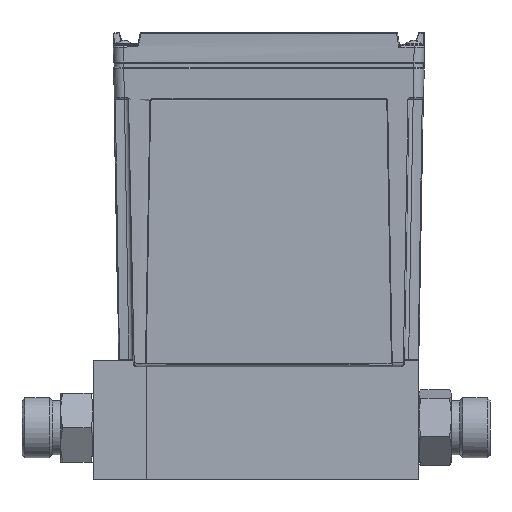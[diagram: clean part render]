
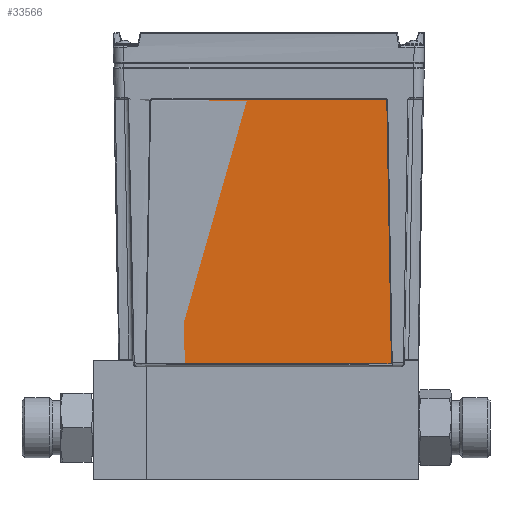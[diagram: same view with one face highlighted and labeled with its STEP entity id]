
A CAD part, top view. The second image highlights one B-rep face of the part: STEP entity #33566.
In plain terms, the highlighted planar face has unit normal (0, -0.018, 1).
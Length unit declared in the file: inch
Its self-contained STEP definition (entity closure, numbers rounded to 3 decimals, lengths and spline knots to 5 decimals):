
#8358 = FACE_OUTER_BOUND ( 'NONE', #13137, .T. ) ;
#9741 = CARTESIAN_POINT ( 'NONE',  ( 0.77015, 0.80953, 0.96303 ) ) ;
#9764 = CARTESIAN_POINT ( 'NONE',  ( -2.76314, 0.82988, 0.96339 ) ) ;
#9899 = CARTESIAN_POINT ( 'NONE',  ( 0.70385, 4.63895, 1.02987 ) ) ;
#9925 = CARTESIAN_POINT ( 'NONE',  ( -2.67685, 4.63895, 1.02987 ) ) ;
#9993 = CARTESIAN_POINT ( 'NONE',  ( -2.69684, 4.6193, 1.02953 ) ) ;
#10095 = CARTESIAN_POINT ( 'NONE',  ( 0.79014, 0.82988, 0.96339 ) ) ;
#10128 = CARTESIAN_POINT ( 'NONE',  ( 0.72384, 4.6193, 1.02953 ) ) ;
#10271 = CARTESIAN_POINT ( 'NONE',  ( -2.74315, 0.80953, 0.96303 ) ) ;
#13137 = EDGE_LOOP ( 'NONE', ( #31645, #30763, #30107, #29828, #29474, #29954, #31100, #29825 ) ) ;
#18083 = EDGE_CURVE ( 'NONE', #31210, #31197, #28723, .T. ) ;
#18085 = EDGE_CURVE ( 'NONE', #31208, #31210, #29394, .T. ) ;
#18087 = EDGE_CURVE ( 'NONE', #31193, #31208, #28724, .T. ) ;
#18089 = EDGE_CURVE ( 'NONE', #31191, #31193, #29813, .T. ) ;
#18090 = EDGE_CURVE ( 'NONE', #31201, #31191, #28725, .T. ) ;
#18092 = EDGE_CURVE ( 'NONE', #31373, #31201, #29338, .T. ) ;
#18094 = EDGE_CURVE ( 'NONE', #31240, #31373, #44147, .T. ) ;
#18096 = EDGE_CURVE ( 'NONE', #31197, #31240, #29374, .T. ) ;
#28723 = B_SPLINE_CURVE_WITH_KNOTS ( 'NONE', 3,
 ( #30741, #29799, #29646, #30584, #30414, #31492, #29623, #31001, #31336, #31166, #31415, #31552, #29380, #31513, #30809, #31367 ),
 .UNSPECIFIED., .F., .F.,
 ( 4, 2, 2, 2, 1, 1, 2, 2, 4 ),
 ( 0., 0.25, 0.375, 0.5, 0.625, 0.6875, 0.71875, 0.75, 1. ),
 .UNSPECIFIED. ) ;
#28724 = B_SPLINE_CURVE_WITH_KNOTS ( 'NONE', 3,
 ( #29520, #30622, #31000, #31365, #29312, #29613, #29665, #31270, #29913, #29909, #29890, #30549, #30508, #30469, #31274, #29759 ),
 .UNSPECIFIED., .F., .F.,
 ( 4, 2, 2, 2, 1, 1, 2, 2, 4 ),
 ( 0., 0.25, 0.375, 0.5, 0.625, 0.6875, 0.71875, 0.75, 1. ),
 .UNSPECIFIED. ) ;
#28725 = B_SPLINE_CURVE_WITH_KNOTS ( 'NONE', 3,
 ( #31610, #29306, #29307, #29308, #29317, #29318, #29320, #29321, #29322, #29323, #29324, #29325, #29329, #29330 ),
 .UNSPECIFIED., .F., .F.,
 ( 4, 2, 2, 2, 2, 2, 4 ),
 ( 0., 0.25, 0.375, 0.5, 0.625, 0.75, 1. ),
 .UNSPECIFIED. ) ;
#29015 = AXIS2_PLACEMENT_3D ( 'NONE', #40817, #40820, #40828 ) ;
#29306 = CARTESIAN_POINT ( 'NONE',  ( 0.77286, 0.80956, 0.96303 ) ) ;
#29307 = CARTESIAN_POINT ( 'NONE',  ( 0.77546, 0.81009, 0.96304 ) ) ;
#29308 = CARTESIAN_POINT ( 'NONE',  ( 0.77909, 0.81159, 0.96307 ) ) ;
#29312 = CARTESIAN_POINT ( 'NONE',  ( 0.72122, 4.62896, 1.0297 ) ) ;
#29317 = CARTESIAN_POINT ( 'NONE',  ( 0.78024, 0.81221, 0.96308 ) ) ;
#29318 = CARTESIAN_POINT ( 'NONE',  ( 0.78242, 0.81368, 0.9631 ) ) ;
#29320 = CARTESIAN_POINT ( 'NONE',  ( 0.78349, 0.81458, 0.96312 ) ) ;
#29321 = CARTESIAN_POINT ( 'NONE',  ( 0.78534, 0.81644, 0.96315 ) ) ;
#29322 = CARTESIAN_POINT ( 'NONE',  ( 0.78616, 0.81746, 0.96317 ) ) ;
#29323 = CARTESIAN_POINT ( 'NONE',  ( 0.78759, 0.81966, 0.96321 ) ) ;
#29324 = CARTESIAN_POINT ( 'NONE',  ( 0.78824, 0.82092, 0.96323 ) ) ;
#29325 = CARTESIAN_POINT ( 'NONE',  ( 0.78969, 0.82452, 0.96329 ) ) ;
#29329 = CARTESIAN_POINT ( 'NONE',  ( 0.79017, 0.82711, 0.96334 ) ) ;
#29330 = CARTESIAN_POINT ( 'NONE',  ( 0.79014, 0.82988, 0.96339 ) ) ;
#29338 = LINE ( 'NONE', #29341, #44139 ) ;
#29341 = CARTESIAN_POINT ( 'NONE',  ( -0.9865, 0.80953, 0.96303 ) ) ;
#29342 = DIRECTION ( 'NONE',  ( 1., 0., 0. ) ) ;
#29362 = CARTESIAN_POINT ( 'NONE',  ( -2.74315, 0.82953, 0.96338 ) ) ;
#29363 = DIRECTION ( 'NONE',  ( 0., -0.017, 1. ) ) ;
#29366 = DIRECTION ( 'NONE',  ( 0., 1., 0.017 ) ) ;
#29374 = LINE ( 'NONE', #29375, #44156 ) ;
#29375 = CARTESIAN_POINT ( 'NONE',  ( -2.69684, 4.6193, 1.02953 ) ) ;
#29376 = DIRECTION ( 'NONE',  ( -0.017, -1., -0.017 ) ) ;
#29380 = CARTESIAN_POINT ( 'NONE',  ( -2.69522, 4.62685, 1.02966 ) ) ;
#29394 = LINE ( 'NONE', #31099, #44124 ) ;
#29474 = ORIENTED_EDGE ( 'NONE', *, *, #18089, .T. ) ;
#29520 = CARTESIAN_POINT ( 'NONE',  ( 0.72384, 4.6193, 1.02953 ) ) ;
#29611 = DIRECTION ( 'NONE',  ( -0.017, 1., 0.017 ) ) ;
#29613 = CARTESIAN_POINT ( 'NONE',  ( 0.71974, 4.63117, 1.02974 ) ) ;
#29623 = CARTESIAN_POINT ( 'NONE',  ( -2.68991, 4.63415, 1.02979 ) ) ;
#29646 = CARTESIAN_POINT ( 'NONE',  ( -2.68191, 4.63845, 1.02987 ) ) ;
#29647 = CARTESIAN_POINT ( 'NONE',  ( 0.79014, 0.82988, 0.96339 ) ) ;
#29665 = CARTESIAN_POINT ( 'NONE',  ( 0.71881, 4.63228, 1.02976 ) ) ;
#29759 = CARTESIAN_POINT ( 'NONE',  ( 0.70385, 4.63895, 1.02987 ) ) ;
#29799 = CARTESIAN_POINT ( 'NONE',  ( -2.67944, 4.63893, 1.02987 ) ) ;
#29813 = LINE ( 'NONE', #29647, #44132 ) ;
#29825 = ORIENTED_EDGE ( 'NONE', *, *, #18083, .T. ) ;
#29828 = ORIENTED_EDGE ( 'NONE', *, *, #18090, .T. ) ;
#29890 = CARTESIAN_POINT ( 'NONE',  ( 0.71241, 4.63703, 1.02984 ) ) ;
#29909 = CARTESIAN_POINT ( 'NONE',  ( 0.71333, 4.63658, 1.02983 ) ) ;
#29913 = CARTESIAN_POINT ( 'NONE',  ( 0.71537, 4.6354, 1.02981 ) ) ;
#29954 = ORIENTED_EDGE ( 'NONE', *, *, #18087, .T. ) ;
#30107 = ORIENTED_EDGE ( 'NONE', *, *, #18092, .T. ) ;
#30414 = CARTESIAN_POINT ( 'NONE',  ( -2.68655, 4.63649, 1.02983 ) ) ;
#30469 = CARTESIAN_POINT ( 'NONE',  ( 0.70888, 4.63847, 1.02987 ) ) ;
#30508 = CARTESIAN_POINT ( 'NONE',  ( 0.71142, 4.63746, 1.02985 ) ) ;
#30549 = CARTESIAN_POINT ( 'NONE',  ( 0.71178, 4.63731, 1.02985 ) ) ;
#30584 = CARTESIAN_POINT ( 'NONE',  ( -2.68541, 4.63706, 1.02984 ) ) ;
#30622 = CARTESIAN_POINT ( 'NONE',  ( 0.72378, 4.6219, 1.02958 ) ) ;
#30627 = DIRECTION ( 'NONE',  ( -1., 0., 0. ) ) ;
#30741 = CARTESIAN_POINT ( 'NONE',  ( -2.67685, 4.63895, 1.02987 ) ) ;
#30763 = ORIENTED_EDGE ( 'NONE', *, *, #18094, .T. ) ;
#30809 = CARTESIAN_POINT ( 'NONE',  ( -2.69678, 4.6219, 1.02958 ) ) ;
#31000 = CARTESIAN_POINT ( 'NONE',  ( 0.72326, 4.62435, 1.02962 ) ) ;
#31001 = CARTESIAN_POINT ( 'NONE',  ( -2.69182, 4.63229, 1.02976 ) ) ;
#31099 = CARTESIAN_POINT ( 'NONE',  ( -0.9865, 4.63895, 1.02987 ) ) ;
#31100 = ORIENTED_EDGE ( 'NONE', *, *, #18085, .T. ) ;
#31166 = CARTESIAN_POINT ( 'NONE',  ( -2.69431, 4.62874, 1.0297 ) ) ;
#31191 = VERTEX_POINT ( 'NONE', #10095 ) ;
#31193 = VERTEX_POINT ( 'NONE', #10128 ) ;
#31197 = VERTEX_POINT ( 'NONE', #9993 ) ;
#31201 = VERTEX_POINT ( 'NONE', #9741 ) ;
#31208 = VERTEX_POINT ( 'NONE', #9899 ) ;
#31210 = VERTEX_POINT ( 'NONE', #9925 ) ;
#31240 = VERTEX_POINT ( 'NONE', #9764 ) ;
#31270 = CARTESIAN_POINT ( 'NONE',  ( 0.71692, 4.63415, 1.02979 ) ) ;
#31274 = CARTESIAN_POINT ( 'NONE',  ( 0.70645, 4.63893, 1.02987 ) ) ;
#31336 = CARTESIAN_POINT ( 'NONE',  ( -2.6931, 4.63076, 1.02973 ) ) ;
#31365 = CARTESIAN_POINT ( 'NONE',  ( 0.72181, 4.62783, 1.02968 ) ) ;
#31367 = CARTESIAN_POINT ( 'NONE',  ( -2.69684, 4.6193, 1.02953 ) ) ;
#31373 = VERTEX_POINT ( 'NONE', #10271 ) ;
#31415 = CARTESIAN_POINT ( 'NONE',  ( -2.69477, 4.62782, 1.02968 ) ) ;
#31492 = CARTESIAN_POINT ( 'NONE',  ( -2.68879, 4.63505, 1.02981 ) ) ;
#31513 = CARTESIAN_POINT ( 'NONE',  ( -2.69628, 4.62432, 1.02962 ) ) ;
#31552 = CARTESIAN_POINT ( 'NONE',  ( -2.69507, 4.6272, 1.02967 ) ) ;
#31610 = CARTESIAN_POINT ( 'NONE',  ( 0.77015, 0.80953, 0.96303 ) ) ;
#31645 = ORIENTED_EDGE ( 'NONE', *, *, #18096, .T. ) ;
#33566 = ADVANCED_FACE ( 'NONE', ( #8358 ), #40810, .T. ) ;
#40810 = PLANE ( 'NONE',  #29015 ) ;
#40817 = CARTESIAN_POINT ( 'NONE',  ( -0.9865, 4.63895, 1.02987 ) ) ;
#40820 = DIRECTION ( 'NONE',  ( 0., -0.017, 1. ) ) ;
#40828 = DIRECTION ( 'NONE',  ( 0., -1., -0.017 ) ) ;
#44124 = VECTOR ( 'NONE', #30627, 39.37008 ) ;
#44132 = VECTOR ( 'NONE', #29611, 39.37008 ) ;
#44139 = VECTOR ( 'NONE', #29342, 39.37008 ) ;
#44147 = CIRCLE ( 'NONE', #44149, 0.02 ) ;
#44149 = AXIS2_PLACEMENT_3D ( 'NONE', #29362, #29363, #29366 ) ;
#44156 = VECTOR ( 'NONE', #29376, 39.37008 ) ;
